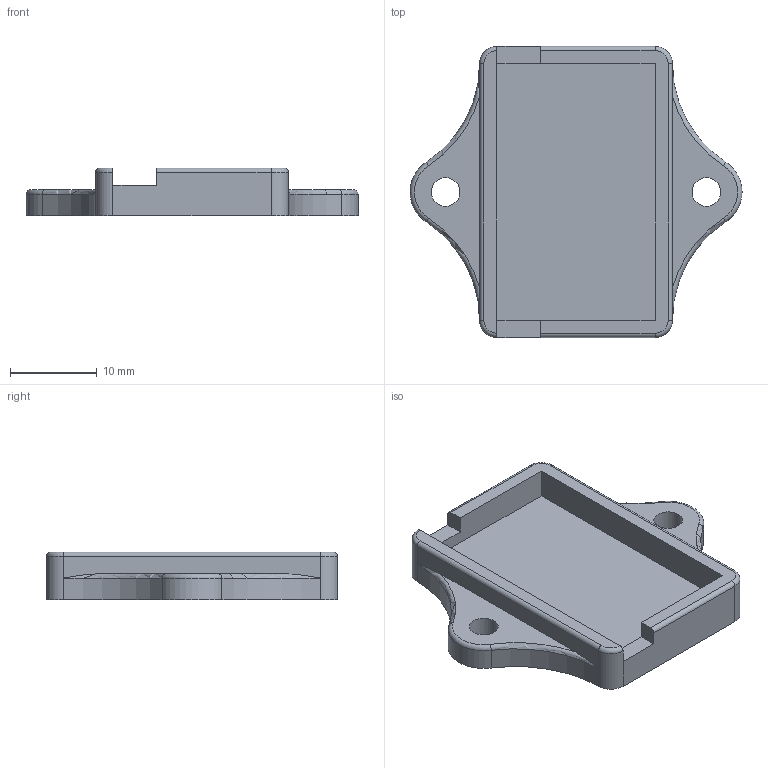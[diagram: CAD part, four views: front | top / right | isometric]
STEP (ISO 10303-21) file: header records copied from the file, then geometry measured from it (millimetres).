
FILE_DESCRIPTION(/* description */ ('','CAx-IF Rec.Pracs.---Representation and Presentation of Product Manufacturing Information (PMI)---4.0---2014-10-13'),/* implementation_level */ '2;1');
FILE_NAME(/* name */ '',/* time_stamp */ '2025-03-21T14:08:59+08:00',/* author */ (''),/* organization */ (''),/* preprocessor_version */ 'ST-DEVELOPER v20',/* originating_system */ 'Autodesk Translation Framework v13.20.0.188',/* authorisation */ '');
FILE_SCHEMA (('AP242_MANAGED_MODEL_BASED_3D_ENGINEERING_MIM_LF { 1 0 10303 442 1 1 4 }'));
Length unit declared in the file: millimetre
Products named in the file (1): 降压模块安装座
Bounding box: 38.2 x 33.5 x 5.5 mm (x, y, z)
Volume: 2645.8 mm3; surface area: 3127.7 mm2
Topology: 3 solids, 3 shells, 48 faces, 114 edges, 72 vertices
Faces by surface type: plane 22, cylinder 16, torus 10
Full cylindrical faces by diameter (mm): 3.3 x2
Entity records: 1433 total; most frequent: DIRECTION 256, CARTESIAN_POINT 247, ORIENTED_EDGE 228, EDGE_CURVE 114, AXIS2_PLACEMENT_3D 97, VERTEX_POINT 72, LINE 62, VECTOR 62
